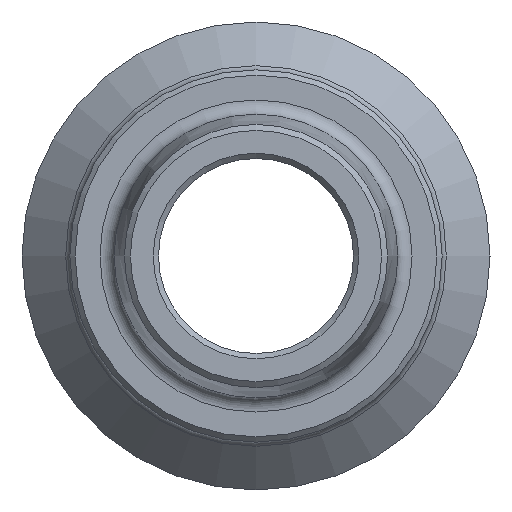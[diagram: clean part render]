
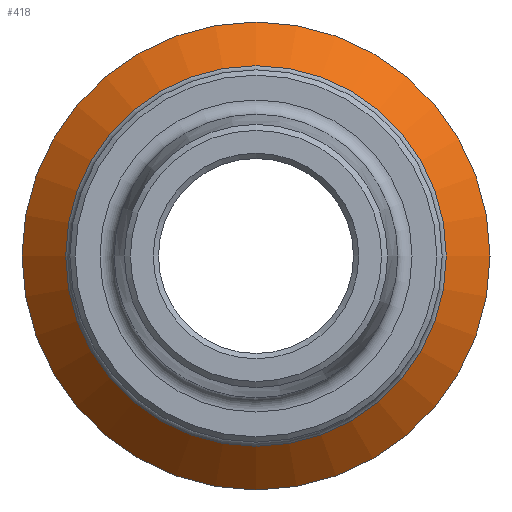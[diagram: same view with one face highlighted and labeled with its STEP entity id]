
A CAD part, left-side view. The second image highlights one B-rep face of the part: STEP entity #418.
In plain terms, the highlighted conical face has half-angle 45 degrees and reference radius 11.85 mm.
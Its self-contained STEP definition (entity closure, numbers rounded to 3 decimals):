
#50=FACE_OUTER_BOUND('',#80,.T.);
#80=EDGE_LOOP('',(#327,#328,#329,#330,#331));
#109=LINE('',#753,#124);
#124=VECTOR('',#605,11.85);
#151=CIRCLE('',#485,10.734);
#152=CIRCLE('',#486,10.734);
#153=CIRCLE('',#488,13.2);
#194=VERTEX_POINT('',#745);
#195=VERTEX_POINT('',#747);
#196=VERTEX_POINT('',#751);
#242=EDGE_CURVE('',#194,#195,#151,.T.);
#243=EDGE_CURVE('',#195,#194,#152,.T.);
#244=EDGE_CURVE('',#196,#196,#153,.T.);
#245=EDGE_CURVE('',#196,#195,#109,.T.);
#327=ORIENTED_EDGE('',*,*,#244,.F.);
#328=ORIENTED_EDGE('',*,*,#245,.T.);
#329=ORIENTED_EDGE('',*,*,#242,.F.);
#330=ORIENTED_EDGE('',*,*,#243,.F.);
#331=ORIENTED_EDGE('',*,*,#245,.F.);
#400=CONICAL_SURFACE('',#487,11.85,0.785);
#418=ADVANCED_FACE('',(#50),#400,.T.);
#485=AXIS2_PLACEMENT_3D('',#748,#597,#598);
#486=AXIS2_PLACEMENT_3D('',#749,#599,#600);
#487=AXIS2_PLACEMENT_3D('',#750,#601,#602);
#488=AXIS2_PLACEMENT_3D('',#752,#603,#604);
#597=DIRECTION('center_axis',(-1.,0.,0.));
#598=DIRECTION('ref_axis',(0.,-1.,0.));
#599=DIRECTION('center_axis',(-1.,0.,0.));
#600=DIRECTION('ref_axis',(0.,-1.,0.));
#601=DIRECTION('center_axis',(1.,0.,0.));
#602=DIRECTION('ref_axis',(0.,1.,0.));
#603=DIRECTION('center_axis',(1.,0.,0.));
#604=DIRECTION('ref_axis',(0.,0.,-1.));
#605=DIRECTION('',(-0.707,0.707,0.));
#745=CARTESIAN_POINT('',(-9.466,0.,10.734));
#747=CARTESIAN_POINT('',(-9.466,-10.734,0.));
#748=CARTESIAN_POINT('Origin',(-9.466,0.,0.));
#749=CARTESIAN_POINT('Origin',(-9.466,0.,0.));
#750=CARTESIAN_POINT('Origin',(-8.35,0.,0.));
#751=CARTESIAN_POINT('',(-7.,-13.2,0.));
#752=CARTESIAN_POINT('Origin',(-7.,0.,0.));
#753=CARTESIAN_POINT('',(-8.35,-11.85,0.));
